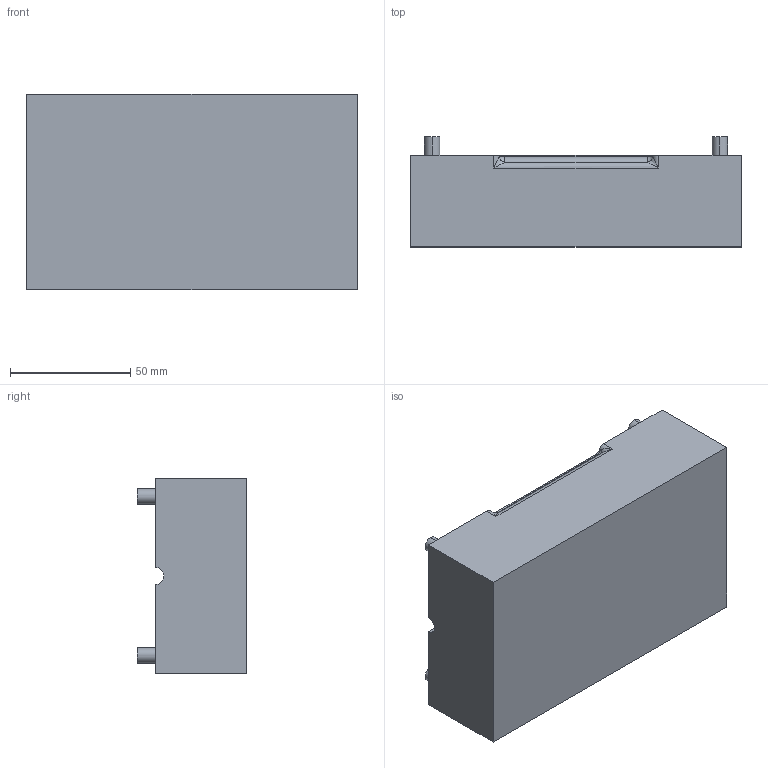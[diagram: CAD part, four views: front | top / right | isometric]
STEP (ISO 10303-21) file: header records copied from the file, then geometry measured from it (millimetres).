
FILE_DESCRIPTION (( 'STEP AP214' ), '1' );
FILE_NAME ('Crank Base.STEP', '2023-03-31T20:13:20', ( '' ), ( '' ), 'SwSTEP 2.0', 'SolidWorks 2022', '' );
FILE_SCHEMA (( 'AUTOMOTIVE_DESIGN' ));
Length unit declared in the file: inch
Products named in the file (1): Crank Base
Bounding box: 137.41 x 45.72 x 81.28 mm (x, y, z)
Volume: 344314.5 mm3; surface area: 49749.7 mm2
Topology: 1 solids, 1 shells, 58 faces, 144 edges, 88 vertices
Faces by surface type: cylinder 29, plane 21, bspline 4, sphere 4
Entity records: 1854 total; most frequent: CARTESIAN_POINT 451, DIRECTION 296, ORIENTED_EDGE 280, EDGE_CURVE 140, AXIS2_PLACEMENT_3D 109, VERTEX_POINT 88, VECTOR 78, LINE 78
